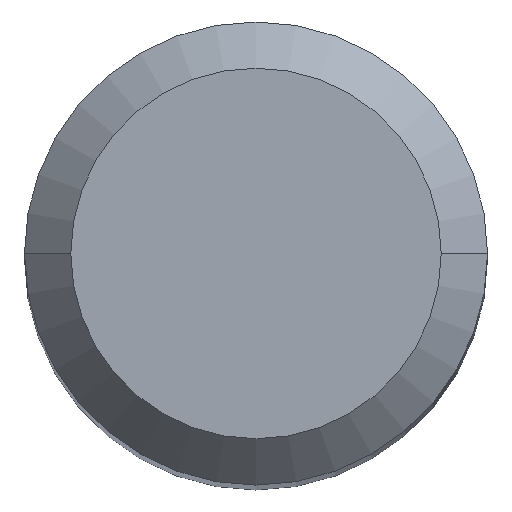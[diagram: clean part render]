
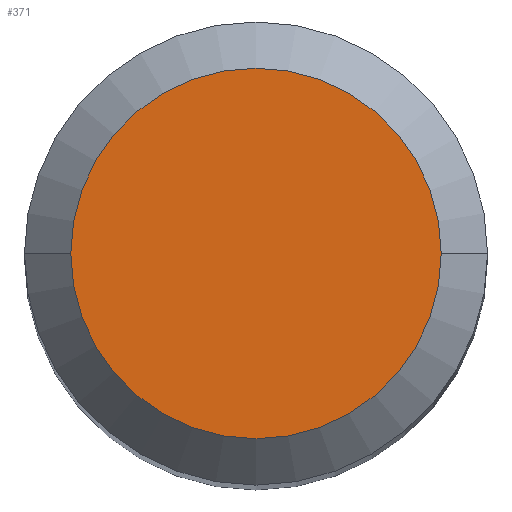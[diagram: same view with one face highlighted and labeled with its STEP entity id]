
A CAD part, top view. The second image highlights one B-rep face of the part: STEP entity #371.
In plain terms, the highlighted planar face has unit normal (0, 0, 1).
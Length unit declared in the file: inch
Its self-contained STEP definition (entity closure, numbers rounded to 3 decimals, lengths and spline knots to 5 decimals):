
#17 = EDGE_CURVE ( 'NONE', #126, #53, #23, .T. ) ;
#23 = CIRCLE ( 'NONE', #88, 0.09448 ) ;
#44 = DIRECTION ( 'NONE',  ( 1., 0., 0. ) ) ;
#53 = VERTEX_POINT ( 'NONE', #476 ) ;
#77 = CARTESIAN_POINT ( 'NONE',  ( -0.09448, 0., 0. ) ) ;
#88 = AXIS2_PLACEMENT_3D ( 'NONE', #323, #138, #373 ) ;
#126 = VERTEX_POINT ( 'NONE', #77 ) ;
#138 = DIRECTION ( 'NONE',  ( 0., 0., 1. ) ) ;
#149 = PLANE ( 'NONE',  #224 ) ;
#207 = CIRCLE ( 'NONE', #344, 0.09448 ) ;
#224 = AXIS2_PLACEMENT_3D ( 'NONE', #299, #264, #463 ) ;
#264 = DIRECTION ( 'NONE',  ( 0., 0., -1. ) ) ;
#275 = DIRECTION ( 'NONE',  ( 0., 0., 1. ) ) ;
#299 = CARTESIAN_POINT ( 'NONE',  ( 0., 0., 0. ) ) ;
#303 = CARTESIAN_POINT ( 'NONE',  ( 0., 0., 0. ) ) ;
#323 = CARTESIAN_POINT ( 'NONE',  ( 0., 0., 0. ) ) ;
#330 = FACE_OUTER_BOUND ( 'NONE', #461, .T. ) ;
#344 = AXIS2_PLACEMENT_3D ( 'NONE', #303, #275, #44 ) ;
#354 = ORIENTED_EDGE ( 'NONE', *, *, #403, .T. ) ;
#371 = ADVANCED_FACE ( 'NONE', ( #330 ), #149, .F. ) ;
#373 = DIRECTION ( 'NONE',  ( 1., 0., 0. ) ) ;
#403 = EDGE_CURVE ( 'NONE', #53, #126, #207, .T. ) ;
#434 = ORIENTED_EDGE ( 'NONE', *, *, #17, .T. ) ;
#461 = EDGE_LOOP ( 'NONE', ( #434, #354 ) ) ;
#463 = DIRECTION ( 'NONE',  ( -1., 0., 0. ) ) ;
#476 = CARTESIAN_POINT ( 'NONE',  ( 0.09448, 0., 0. ) ) ;
